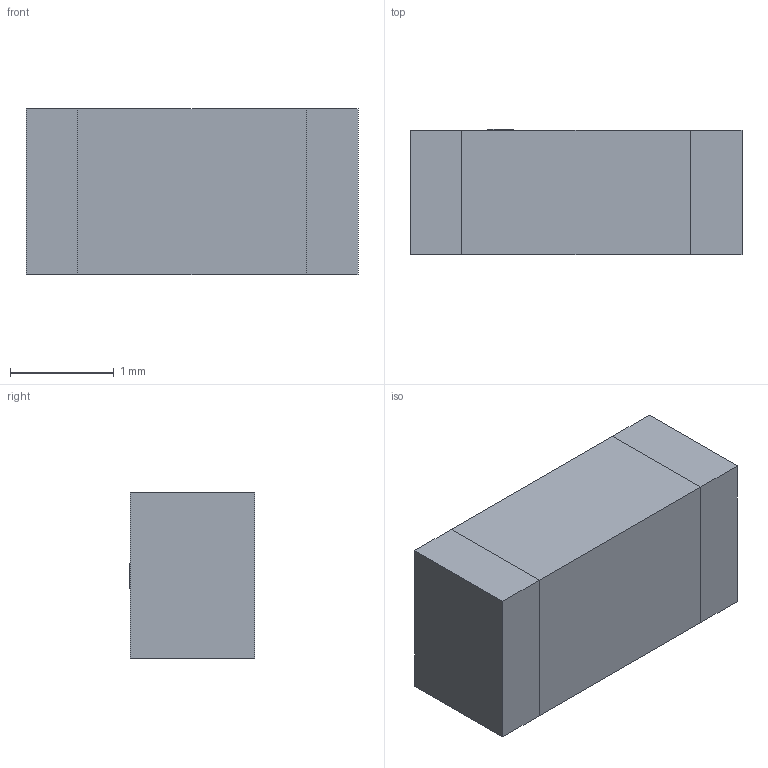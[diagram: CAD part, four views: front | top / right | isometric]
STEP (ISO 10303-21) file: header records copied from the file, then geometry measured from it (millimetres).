
FILE_DESCRIPTION(/* description */ (''),/* implementation_level */ '2;1');
FILE_NAME(/* name */ 'AMCA31-2R450G-S1F-T3.step',/* time_stamp */ '2022-03-26T19:47:57-06:00',/* author */ (''),/* organization */ (''),/* preprocessor_version */ 'ST-DEVELOPER v18.1',/* originating_system */ 'Autodesk Translation Framework v10.13.0.1454',/* authorisation */ '');
FILE_SCHEMA (('AUTOMOTIVE_DESIGN { 1 0 10303 214 3 1 1 }'));
Length unit declared in the file: millimetre
Products named in the file (1): AMCA31-2R450G-S1F-T3
Bounding box: 3.2 x 1.21 x 1.6 mm (x, y, z)
Volume: 6.1 mm3; surface area: 29.6 mm2
Topology: 4 solids, 4 shells, 24 faces, 48 edges, 32 vertices
Faces by surface type: plane 24
Entity records: 663 total; most frequent: CARTESIAN_POINT 105, DIRECTION 98, ORIENTED_EDGE 96, LINE 48, VECTOR 48, EDGE_CURVE 48, VERTEX_POINT 32, AXIS2_PLACEMENT_3D 25
